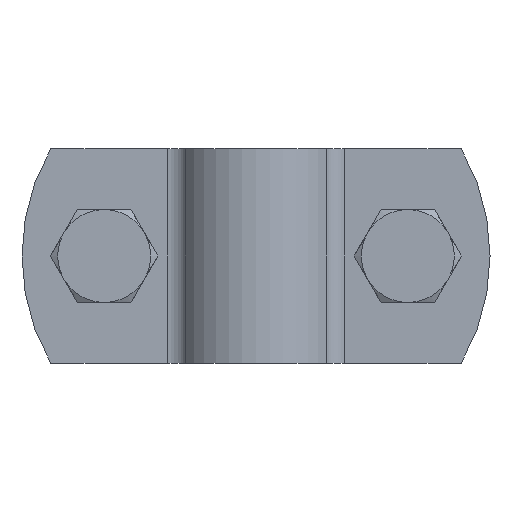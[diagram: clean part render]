
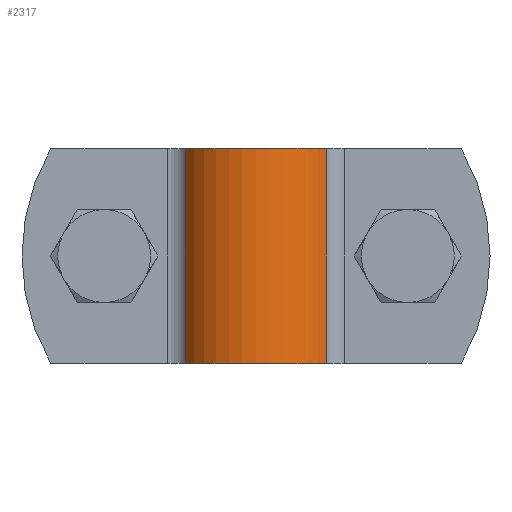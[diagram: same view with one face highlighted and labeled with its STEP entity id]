
A CAD part, front view. The second image highlights one B-rep face of the part: STEP entity #2317.
In plain terms, the highlighted cylindrical face has radius 12 mm (diameter 24 mm), a partial arc.
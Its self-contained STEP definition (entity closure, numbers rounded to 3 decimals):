
#2242=CARTESIAN_POINT('',(-9.887,-6.8,15.0));
#2243=VERTEX_POINT('',#2242);
#2278=CARTESIAN_POINT('',(0.,0.,0.0));
#2279=DIRECTION('',(0.0,0.0,-1.0));
#2280=DIRECTION('',(0.824,-0.567,0.0));
#2281=AXIS2_PLACEMENT_3D('',#2278,#2279,#2280);
#2282=CYLINDRICAL_SURFACE('',#2281,12.);
#2283=CARTESIAN_POINT('',(-9.887,-6.8,-15.0));
#2284=VERTEX_POINT('',#2283);
#2285=CARTESIAN_POINT('',(-9.887,-6.8,-15.0));
#2286=DIRECTION('',(0.0,0.0,1.0));
#2287=VECTOR('',#2286,30.0);
#2288=LINE('',#2285,#2287);
#2289=EDGE_CURVE('',#2284,#2243,#2288,.T.);
#2290=ORIENTED_EDGE('',*,*,#2289,.F.);
#2291=CARTESIAN_POINT('',(9.887,-6.8,-15.0));
#2292=VERTEX_POINT('',#2291);
#2293=CARTESIAN_POINT('',(0.,0.,-15.0));
#2294=DIRECTION('',(0.0,0.0,-1.0));
#2295=DIRECTION('',(0.824,-0.567,0.0));
#2296=AXIS2_PLACEMENT_3D('',#2293,#2294,#2295);
#2297=CIRCLE('',#2296,12.0);
#2298=EDGE_CURVE('',#2292,#2284,#2297,.T.);
#2299=ORIENTED_EDGE('',*,*,#2298,.F.);
#2300=CARTESIAN_POINT('',(9.887,-6.8,15.0));
#2301=VERTEX_POINT('',#2300);
#2302=CARTESIAN_POINT('',(9.887,-6.8,-15.0));
#2303=DIRECTION('',(0.0,0.0,1.0));
#2304=VECTOR('',#2303,30.0);
#2305=LINE('',#2302,#2304);
#2306=EDGE_CURVE('',#2292,#2301,#2305,.T.);
#2307=ORIENTED_EDGE('',*,*,#2306,.T.);
#2308=CARTESIAN_POINT('',(0.,0.,15.0));
#2309=DIRECTION('',(0.0,0.0,1.0));
#2310=DIRECTION('',(-0.824,-0.567,0.0));
#2311=AXIS2_PLACEMENT_3D('',#2308,#2309,#2310);
#2312=CIRCLE('',#2311,12.);
#2313=EDGE_CURVE('',#2243,#2301,#2312,.T.);
#2314=ORIENTED_EDGE('',*,*,#2313,.F.);
#2315=EDGE_LOOP('',(#2290,#2299,#2307,#2314));
#2316=FACE_OUTER_BOUND('',#2315,.T.);
#2317=ADVANCED_FACE('',(#2316),#2282,.T.);
